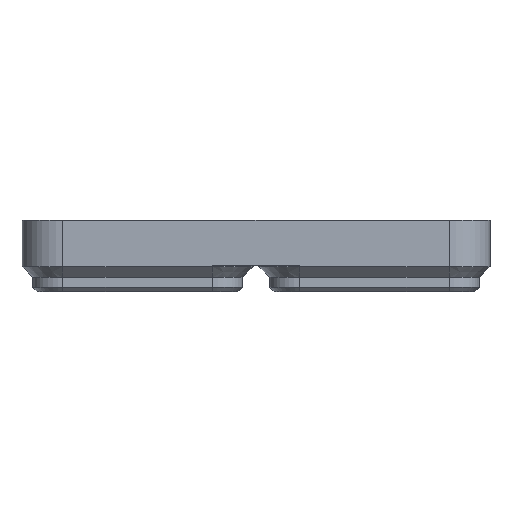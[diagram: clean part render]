
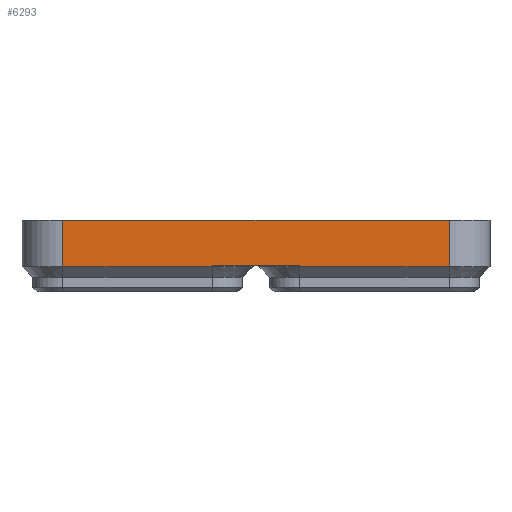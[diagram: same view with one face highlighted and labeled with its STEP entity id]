
A CAD part, front view. The second image highlights one B-rep face of the part: STEP entity #6293.
In plain terms, the highlighted planar face has unit normal (0, -1, 0).
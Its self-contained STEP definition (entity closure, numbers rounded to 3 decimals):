
#262=LINE('',#9631,#942);
#313=LINE('',#9772,#993);
#314=LINE('',#9778,#994);
#315=LINE('',#9781,#995);
#316=LINE('',#9782,#996);
#317=LINE('',#9784,#997);
#318=LINE('',#9785,#998);
#319=LINE('',#9787,#999);
#942=VECTOR('',#7537,1000.);
#993=VECTOR('',#7646,1000.);
#994=VECTOR('',#7653,1000.);
#995=VECTOR('',#7654,1000.);
#996=VECTOR('',#7655,1000.);
#997=VECTOR('',#7656,1000.);
#998=VECTOR('',#7657,1000.);
#999=VECTOR('',#7658,1000.);
#1756=ORIENTED_EDGE('',*,*,#3648,.T.);
#1757=ORIENTED_EDGE('',*,*,#3649,.T.);
#1758=ORIENTED_EDGE('',*,*,#3645,.F.);
#1759=ORIENTED_EDGE('',*,*,#3650,.T.);
#1760=ORIENTED_EDGE('',*,*,#3651,.T.);
#1761=ORIENTED_EDGE('',*,*,#3572,.F.);
#1762=ORIENTED_EDGE('',*,*,#3652,.F.);
#1763=ORIENTED_EDGE('',*,*,#3653,.T.);
#3572=EDGE_CURVE('',#4524,#4525,#262,.T.);
#3645=EDGE_CURVE('',#4586,#4587,#313,.T.);
#3648=EDGE_CURVE('',#4588,#4589,#314,.T.);
#3649=EDGE_CURVE('',#4589,#4587,#315,.T.);
#3650=EDGE_CURVE('',#4586,#4590,#316,.T.);
#3651=EDGE_CURVE('',#4590,#4525,#317,.T.);
#3652=EDGE_CURVE('',#4591,#4524,#318,.T.);
#3653=EDGE_CURVE('',#4591,#4588,#319,.T.);
#4524=VERTEX_POINT('',#9630);
#4525=VERTEX_POINT('',#9632);
#4586=VERTEX_POINT('',#9773);
#4587=VERTEX_POINT('',#9774);
#4588=VERTEX_POINT('',#9779);
#4589=VERTEX_POINT('',#9780);
#4590=VERTEX_POINT('',#9783);
#4591=VERTEX_POINT('',#9786);
#5258=EDGE_LOOP('',(#1756,#1757,#1758,#1759,#1760,#1761,#1762,#1763));
#5672=FACE_BOUND('',#5258,.T.);
#6082=PLANE('',#6788);
#6293=ADVANCED_FACE('',(#5672),#6082,.F.);
#6788=AXIS2_PLACEMENT_3D('',#9777,#7651,#7652);
#7537=DIRECTION('',(-1.,0.,0.));
#7646=DIRECTION('',(0.,0.,1.));
#7651=DIRECTION('',(0.,1.,0.));
#7652=DIRECTION('',(0.,0.,1.));
#7653=DIRECTION('',(0.,0.,1.));
#7654=DIRECTION('',(-1.,0.,0.));
#7655=DIRECTION('',(1.,0.,0.));
#7656=DIRECTION('',(0.,0.,1.));
#7657=DIRECTION('',(0.,0.,1.));
#7658=DIRECTION('',(1.,0.,0.));
#9630=CARTESIAN_POINT('',(7.75,-83.5,-1.));
#9631=CARTESIAN_POINT('',(0.,-83.5,-1.));
#9632=CARTESIAN_POINT('',(-7.75,-83.5,-1.));
#9772=CARTESIAN_POINT('',(-34.25,-83.5,-1.));
#9773=CARTESIAN_POINT('',(-34.25,-83.5,-1.25));
#9774=CARTESIAN_POINT('',(-34.25,-83.5,7.));
#9777=CARTESIAN_POINT('',(0.,-83.5,-1.));
#9778=CARTESIAN_POINT('',(34.25,-83.5,-1.));
#9779=CARTESIAN_POINT('',(34.25,-83.5,-1.25));
#9780=CARTESIAN_POINT('',(34.25,-83.5,7.));
#9781=CARTESIAN_POINT('',(0.,-83.5,7.));
#9782=CARTESIAN_POINT('',(-7.75,-83.5,-1.25));
#9783=CARTESIAN_POINT('',(-7.75,-83.5,-1.25));
#9784=CARTESIAN_POINT('',(-7.75,-83.5,-3.15));
#9785=CARTESIAN_POINT('',(7.75,-83.5,-3.15));
#9786=CARTESIAN_POINT('',(7.75,-83.5,-1.25));
#9787=CARTESIAN_POINT('',(34.25,-83.5,-1.25));
